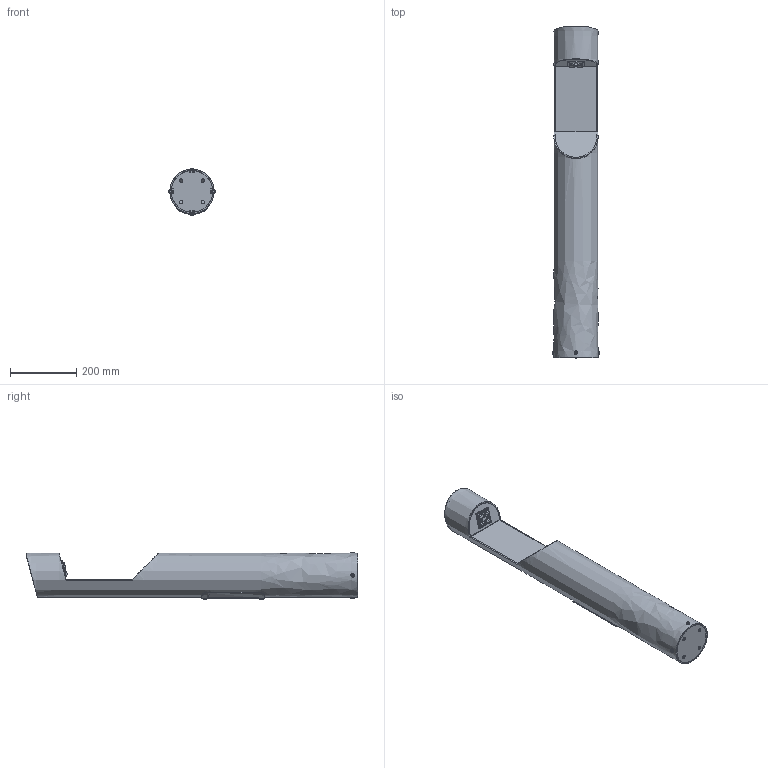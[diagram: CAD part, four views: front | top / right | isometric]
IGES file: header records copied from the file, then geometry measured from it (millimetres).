
Start section: SolidWorks IGES file using analytic representation for surfaces
Global section: file name: mira-1-1(10)-çäôà-ö+ïî.IGS; native system: SolidWorks 2020; preprocessor: SolidWorks 2020; author: Åêàòåðèíà; date: 210708.170914; units: millimetre
Bounding box: 139.6 x 998.93 x 143.43 mm (x, y, z)
Surface area: 866546.1 mm2 (no closed solid volume)
Topology: 0 solids, 0 shells, 961 faces, 10580 edges, 10566 vertices
Faces by surface type: bspline 539, revolution 422
